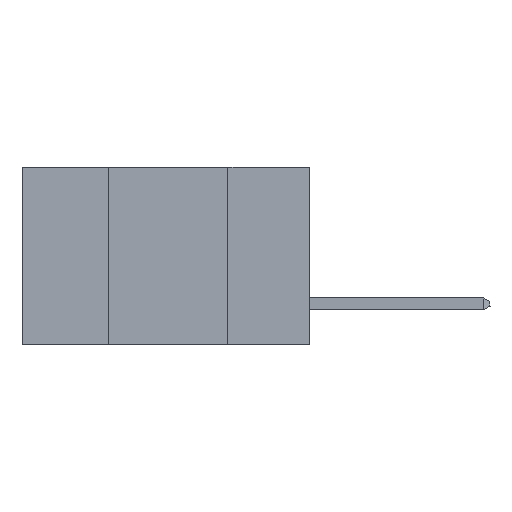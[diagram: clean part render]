
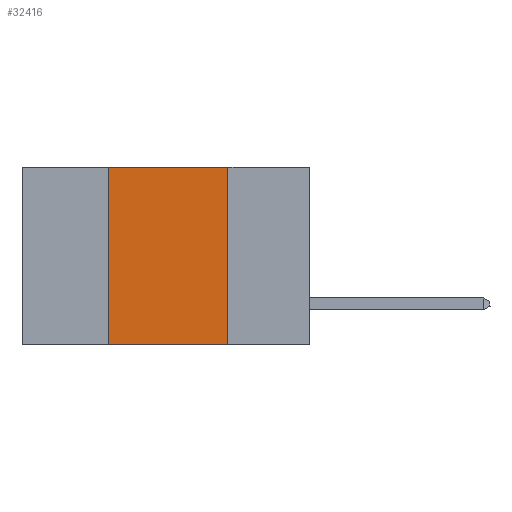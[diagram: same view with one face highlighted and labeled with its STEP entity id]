
A CAD part, left-side view. The second image highlights one B-rep face of the part: STEP entity #32416.
In plain terms, the highlighted planar face has unit normal (-1, 0, 0).
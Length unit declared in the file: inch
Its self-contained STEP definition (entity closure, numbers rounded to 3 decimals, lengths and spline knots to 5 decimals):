
#999 = CARTESIAN_POINT ( 'NONE',  ( 0., 0.17, 0. ) ) ;
#1274 = CARTESIAN_POINT ( 'NONE',  ( 0., 0.42, -0.37 ) ) ;
#2301 = AXIS2_PLACEMENT_3D ( 'NONE', #19002, #10937, #30712 ) ;
#2302 = CARTESIAN_POINT ( 'NONE',  ( 0., 0.6, -0.37 ) ) ;
#3046 = VERTEX_POINT ( 'NONE', #7476 ) ;
#3095 = ORIENTED_EDGE ( 'NONE', *, *, #21688, .F. ) ;
#4292 = FACE_OUTER_BOUND ( 'NONE', #21624, .T. ) ;
#5041 = LINE ( 'NONE', #34373, #17908 ) ;
#7476 = CARTESIAN_POINT ( 'NONE',  ( 0., 0.17, -0.37 ) ) ;
#9171 = VECTOR ( 'NONE', #22264, 39.37008 ) ;
#10117 = EDGE_CURVE ( 'NONE', #17281, #16523, #29083, .T. ) ;
#10937 = DIRECTION ( 'NONE',  ( 1., 0., 0. ) ) ;
#11384 = CARTESIAN_POINT ( 'NONE',  ( 0., 0.6, 0. ) ) ;
#12193 = VERTEX_POINT ( 'NONE', #999 ) ;
#14229 = EDGE_CURVE ( 'NONE', #17281, #3046, #14645, .T. ) ;
#14645 = LINE ( 'NONE', #2302, #23503 ) ;
#16523 = VERTEX_POINT ( 'NONE', #17633 ) ;
#16969 = DIRECTION ( 'NONE',  ( 0., -1., 0. ) ) ;
#17281 = VERTEX_POINT ( 'NONE', #1274 ) ;
#17633 = CARTESIAN_POINT ( 'NONE',  ( 0., 0.42, 0. ) ) ;
#17908 = VECTOR ( 'NONE', #34612, 39.37008 ) ;
#18555 = CARTESIAN_POINT ( 'NONE',  ( 0., 0.42, 0. ) ) ;
#18579 = LINE ( 'NONE', #11384, #25208 ) ;
#19002 = CARTESIAN_POINT ( 'NONE',  ( 0., 0.6, 0. ) ) ;
#21433 = ORIENTED_EDGE ( 'NONE', *, *, #10117, .F. ) ;
#21624 = EDGE_LOOP ( 'NONE', ( #33370, #3095, #21433, #33494 ) ) ;
#21688 = EDGE_CURVE ( 'NONE', #16523, #12193, #18579, .T. ) ;
#22264 = DIRECTION ( 'NONE',  ( 0., 0., 1. ) ) ;
#23503 = VECTOR ( 'NONE', #35941, 39.37008 ) ;
#23960 = EDGE_CURVE ( 'NONE', #12193, #3046, #5041, .T. ) ;
#25208 = VECTOR ( 'NONE', #16969, 39.37008 ) ;
#29083 = LINE ( 'NONE', #18555, #9171 ) ;
#30712 = DIRECTION ( 'NONE',  ( 0., 0., -1. ) ) ;
#32416 = ADVANCED_FACE ( 'NONE', ( #4292 ), #35932, .F. ) ;
#33370 = ORIENTED_EDGE ( 'NONE', *, *, #23960, .F. ) ;
#33494 = ORIENTED_EDGE ( 'NONE', *, *, #14229, .T. ) ;
#34373 = CARTESIAN_POINT ( 'NONE',  ( 0., 0.17, 0. ) ) ;
#34612 = DIRECTION ( 'NONE',  ( 0., 0., -1. ) ) ;
#35932 = PLANE ( 'NONE',  #2301 ) ;
#35941 = DIRECTION ( 'NONE',  ( 0., -1., 0. ) ) ;
